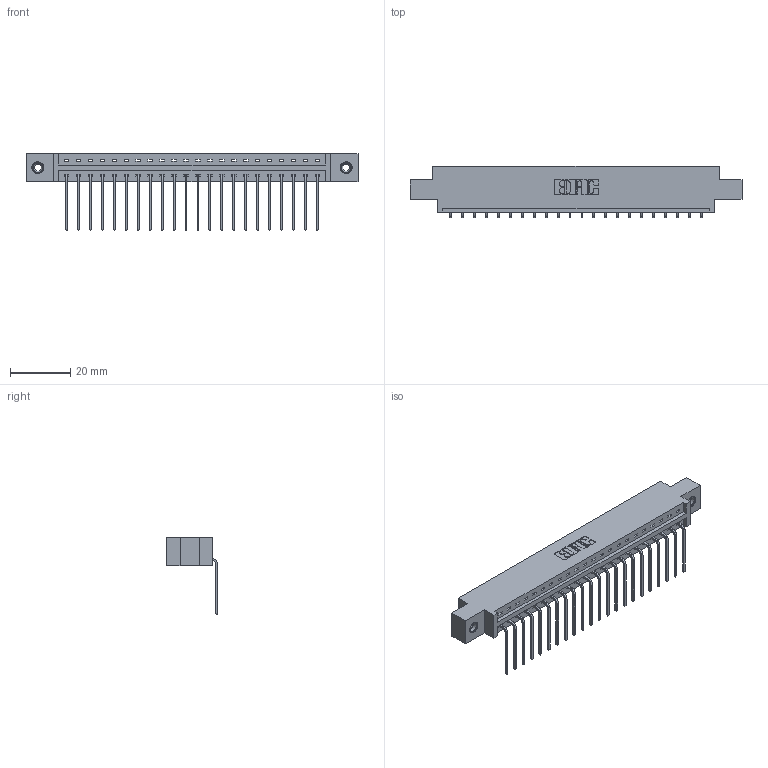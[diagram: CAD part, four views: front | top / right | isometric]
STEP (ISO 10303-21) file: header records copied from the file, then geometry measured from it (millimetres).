
FILE_DESCRIPTION (( 'STEP AP203' ), '1' );
FILE_NAME ('387-022-559-608.STEP', '2018-09-14T06:50:47', ( '' ), ( '' ), 'SwSTEP 2.0', 'SolidWorks 2016', '' );
FILE_SCHEMA (( 'CONFIG_CONTROL_DESIGN' ));
Length unit declared in the file: inch
Products named in the file (4): 345-292-001_558 559 Tail - 1; 345-250-001_345-250-003-102; 387-022-559-608; 337 Part_0.170 Offset - 0.156 Dia-TI
Assembly tree (25 placements, depth 2):
  387-022-559-608
    337 Part_0.170 Offset - 0.156 Dia-TI
    345-292-001_558 559 Tail - 1  x22
    345-250-001_345-250-003-102  x2
Bounding box: 110.19 x 17.09 x 25.53 mm (x, y, z)
Volume: 11150.9 mm3; surface area: 11988.3 mm2
Topology: 25 solids, 25 shells, 1586 faces, 4727 edges, 3114 vertices
Faces by surface type: plane 1162, cylinder 408, cone 12, torus 4
Entity records: 20342 total; most frequent: CARTESIAN_POINT 3523, ORIENTED_EDGE 3474, DIRECTION 3039, EDGE_CURVE 1737, LINE 1589, VECTOR 1589, VERTEX_POINT 1152, AXIS2_PLACEMENT_3D 725
